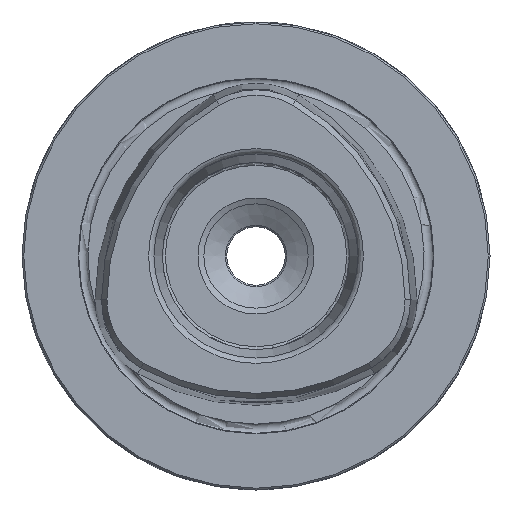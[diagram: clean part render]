
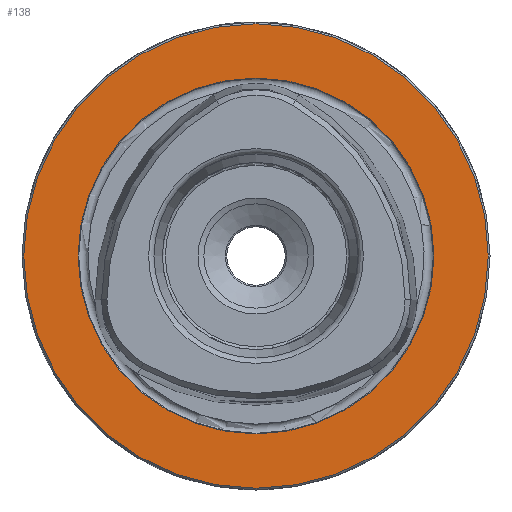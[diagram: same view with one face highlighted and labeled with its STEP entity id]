
A CAD part, left-side view. The second image highlights one B-rep face of the part: STEP entity #138.
In plain terms, the highlighted planar face has unit normal (-1, 0, 0).
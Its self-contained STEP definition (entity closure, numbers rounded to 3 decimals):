
#138 = ADVANCED_FACE( '', ( #368, #369 ), #370, .T. );
#368 = FACE_OUTER_BOUND( '', #739, .T. );
#369 = FACE_BOUND( '', #740, .T. );
#370 = PLANE( '', #741 );
#739 = EDGE_LOOP( '', ( #1127 ) );
#740 = EDGE_LOOP( '', ( #1128 ) );
#741 = AXIS2_PLACEMENT_3D( '', #1129, #1130, #1131 );
#1127 = ORIENTED_EDGE( '', *, *, #1917, .T. );
#1128 = ORIENTED_EDGE( '', *, *, #1918, .F. );
#1129 = CARTESIAN_POINT( '', ( 0., 0., 30.25 ) );
#1130 = DIRECTION( '', ( -1., 0., 0. ) );
#1131 = DIRECTION( '', ( 0., 0., 1. ) );
#1917 = EDGE_CURVE( '', #2235, #2235, #2236, .T. );
#1918 = EDGE_CURVE( '', #2237, #2237, #2238, .T. );
#2235 = VERTEX_POINT( '', #2701 );
#2236 = CIRCLE( '', #2702, 39.7 );
#2237 = VERTEX_POINT( '', #2703 );
#2238 = CIRCLE( '', #2704, 30.414 );
#2701 = CARTESIAN_POINT( '', ( 0., 0., 39.7 ) );
#2702 = AXIS2_PLACEMENT_3D( '', #3891, #3892, #3893 );
#2703 = CARTESIAN_POINT( '', ( 0., 0., 30.414 ) );
#2704 = AXIS2_PLACEMENT_3D( '', #3894, #3895, #3896 );
#3891 = CARTESIAN_POINT( '', ( 0., 0., 0. ) );
#3892 = DIRECTION( '', ( -1., 0., 0. ) );
#3893 = DIRECTION( '', ( 0., 0., 1. ) );
#3894 = CARTESIAN_POINT( '', ( 0., 0., 0. ) );
#3895 = DIRECTION( '', ( -1., 0., 0. ) );
#3896 = DIRECTION( '', ( 0., 0., 1. ) );
